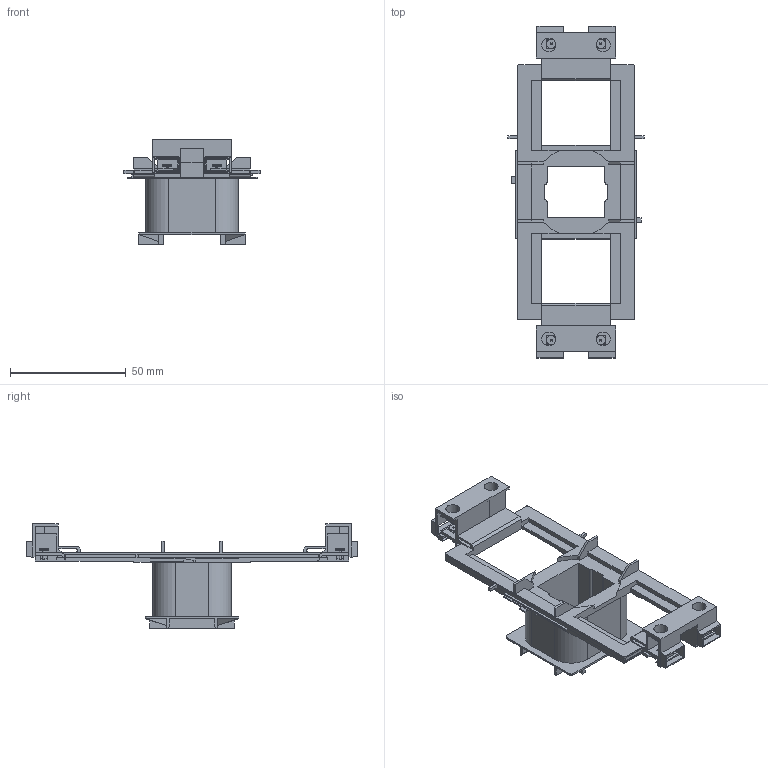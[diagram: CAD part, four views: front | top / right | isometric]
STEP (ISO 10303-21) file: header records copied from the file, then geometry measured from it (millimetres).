
FILE_DESCRIPTION (( 'STEP AP214' ), '1' );
FILE_NAME ('B3RT1944-5AM21.STEP', '2019-09-17T18:03:35', ( '' ), ( '' ), 'SwSTEP 2.0', 'SolidWorks 2017', '' );
FILE_SCHEMA (( 'AUTOMOTIVE_DESIGN' ));
Length unit declared in the file: millimetre
Products named in the file (1): B3RT1944-5AM21
Bounding box: 58.85 x 143.4 x 45.3 mm (x, y, z)
Volume: 33737 mm3; surface area: 32628.5 mm2
Topology: 17 solids, 17 shells, 704 faces, 1964 edges, 1291 vertices
Faces by surface type: plane 529, cylinder 175
Entity records: 22688 total; most frequent: CARTESIAN_POINT 3960, ORIENTED_EDGE 3928, DIRECTION 3732, EDGE_CURVE 1964, VECTOR 1606, LINE 1606, VERTEX_POINT 1291, AXIS2_PLACEMENT_3D 1063
